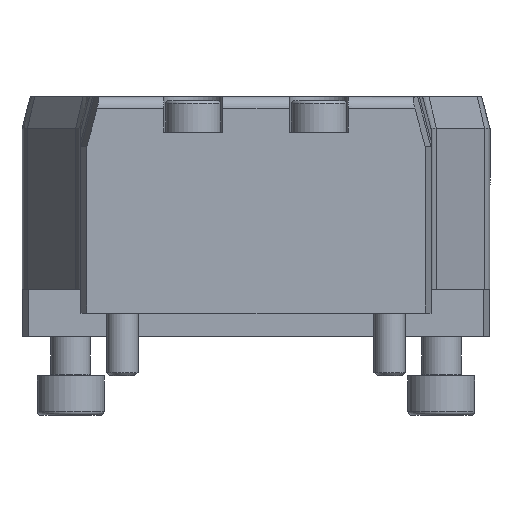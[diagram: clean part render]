
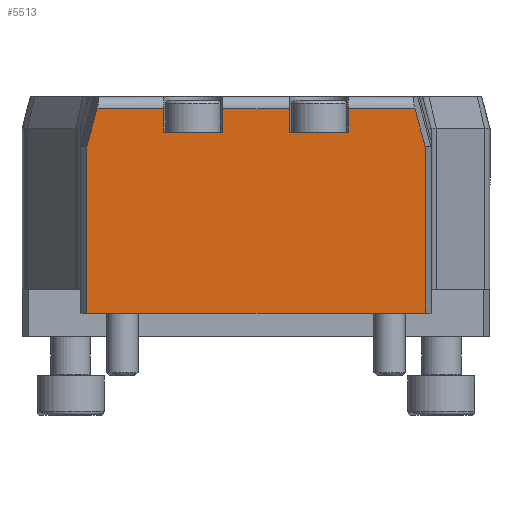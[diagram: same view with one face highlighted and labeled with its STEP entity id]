
A CAD part, front view. The second image highlights one B-rep face of the part: STEP entity #5513.
In plain terms, the highlighted planar face has unit normal (0, -1, 0).
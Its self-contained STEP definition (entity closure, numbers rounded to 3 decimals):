
#276=LINE('',#7827,#670);
#360=LINE('',#8273,#754);
#377=LINE('',#8356,#771);
#447=LINE('',#8808,#841);
#450=LINE('',#8816,#844);
#453=LINE('',#8824,#847);
#456=LINE('',#8832,#850);
#460=LINE('',#8842,#854);
#462=LINE('',#8850,#856);
#501=LINE('',#9039,#895);
#506=LINE('',#9053,#900);
#544=LINE('',#9185,#938);
#591=LINE('',#9300,#985);
#592=LINE('',#9302,#986);
#670=VECTOR('',#6280,10.);
#754=VECTOR('',#6602,10.);
#771=VECTOR('',#6659,10.);
#841=VECTOR('',#7051,10.);
#844=VECTOR('',#7058,10.);
#847=VECTOR('',#7065,10.);
#850=VECTOR('',#7072,10.);
#854=VECTOR('',#7084,10.);
#856=VECTOR('',#7094,10.);
#895=VECTOR('',#7249,10.);
#900=VECTOR('',#7264,10.);
#938=VECTOR('',#7364,10.);
#985=VECTOR('',#7469,10.);
#986=VECTOR('',#7472,10.);
#1599=FACE_OUTER_BOUND('',#1921,.T.);
#1921=EDGE_LOOP('',(#4876,#4877,#4878,#4879,#4880,#4881,#4882,#4883,#4884,
#4885,#4886,#4887,#4888,#4889));
#2278=VERTEX_POINT('',#7824);
#2279=VERTEX_POINT('',#7826);
#2416=VERTEX_POINT('',#8270);
#2417=VERTEX_POINT('',#8272);
#2441=VERTEX_POINT('',#8353);
#2442=VERTEX_POINT('',#8355);
#2579=VERTEX_POINT('',#8807);
#2582=VERTEX_POINT('',#8815);
#2585=VERTEX_POINT('',#8823);
#2588=VERTEX_POINT('',#8831);
#2592=VERTEX_POINT('',#8848);
#2660=VERTEX_POINT('',#9038);
#2664=VERTEX_POINT('',#9051);
#2691=VERTEX_POINT('',#9184);
#2845=EDGE_CURVE('',#2278,#2279,#276,.T.);
#3025=EDGE_CURVE('',#2417,#2416,#360,.T.);
#3058=EDGE_CURVE('',#2442,#2441,#377,.T.);
#3248=EDGE_CURVE('',#2441,#2579,#447,.T.);
#3252=EDGE_CURVE('',#2582,#2442,#450,.T.);
#3256=EDGE_CURVE('',#2416,#2585,#453,.T.);
#3260=EDGE_CURVE('',#2588,#2417,#456,.T.);
#3266=EDGE_CURVE('',#2588,#2579,#460,.T.);
#3270=EDGE_CURVE('',#2592,#2585,#462,.T.);
#3353=EDGE_CURVE('',#2582,#2660,#501,.T.);
#3361=EDGE_CURVE('',#2592,#2664,#506,.T.);
#3411=EDGE_CURVE('',#2691,#2660,#544,.T.);
#3464=EDGE_CURVE('',#2278,#2691,#591,.T.);
#3465=EDGE_CURVE('',#2279,#2664,#592,.T.);
#4876=ORIENTED_EDGE('',*,*,#3464,.T.);
#4877=ORIENTED_EDGE('',*,*,#3411,.T.);
#4878=ORIENTED_EDGE('',*,*,#3353,.F.);
#4879=ORIENTED_EDGE('',*,*,#3252,.T.);
#4880=ORIENTED_EDGE('',*,*,#3058,.T.);
#4881=ORIENTED_EDGE('',*,*,#3248,.T.);
#4882=ORIENTED_EDGE('',*,*,#3266,.F.);
#4883=ORIENTED_EDGE('',*,*,#3260,.T.);
#4884=ORIENTED_EDGE('',*,*,#3025,.T.);
#4885=ORIENTED_EDGE('',*,*,#3256,.T.);
#4886=ORIENTED_EDGE('',*,*,#3270,.F.);
#4887=ORIENTED_EDGE('',*,*,#3361,.T.);
#4888=ORIENTED_EDGE('',*,*,#3465,.F.);
#4889=ORIENTED_EDGE('',*,*,#2845,.F.);
#5242=PLANE('',#6069);
#5513=ADVANCED_FACE('',(#1599),#5242,.T.);
#6069=AXIS2_PLACEMENT_3D('',#9301,#7470,#7471);
#6280=DIRECTION('',(-1.,0.,0.));
#6602=DIRECTION('',(-1.,0.,0.));
#6659=DIRECTION('',(-1.,0.,0.));
#7051=DIRECTION('',(0.,0.,1.));
#7058=DIRECTION('',(0.,0.,-1.));
#7065=DIRECTION('',(0.,0.,1.));
#7072=DIRECTION('',(0.,0.,-1.));
#7084=DIRECTION('',(1.,0.,0.));
#7094=DIRECTION('',(1.,0.,0.));
#7249=DIRECTION('',(1.,0.,0.));
#7264=DIRECTION('',(-0.259,0.,-0.966));
#7364=DIRECTION('',(-0.259,0.,0.966));
#7469=DIRECTION('',(0.,0.,1.));
#7470=DIRECTION('center_axis',(0.,-1.,0.));
#7471=DIRECTION('ref_axis',(1.,0.,0.));
#7472=DIRECTION('',(0.,0.,1.));
#7824=CARTESIAN_POINT('',(21.5,-22.25,-3.));
#7826=CARTESIAN_POINT('',(-21.5,-22.25,-3.));
#7827=CARTESIAN_POINT('',(21.5,-22.25,-3.));
#8270=CARTESIAN_POINT('',(-11.75,-22.25,20.));
#8272=CARTESIAN_POINT('',(-4.25,-22.25,20.));
#8273=CARTESIAN_POINT('',(-14.75,-22.25,20.));
#8353=CARTESIAN_POINT('',(4.25,-22.25,20.));
#8355=CARTESIAN_POINT('',(11.75,-22.25,20.));
#8356=CARTESIAN_POINT('',(-6.75,-22.25,20.));
#8807=CARTESIAN_POINT('',(4.25,-22.25,23.));
#8808=CARTESIAN_POINT('',(4.25,-22.25,16.25));
#8815=CARTESIAN_POINT('',(11.75,-22.25,23.));
#8816=CARTESIAN_POINT('',(11.75,-22.25,16.25));
#8823=CARTESIAN_POINT('',(-11.75,-22.25,23.));
#8824=CARTESIAN_POINT('',(-11.75,-22.25,16.25));
#8831=CARTESIAN_POINT('',(-4.25,-22.25,23.));
#8832=CARTESIAN_POINT('',(-4.25,-22.25,16.25));
#8842=CARTESIAN_POINT('',(-10.75,-22.25,23.));
#8848=CARTESIAN_POINT('',(-20.206,-22.25,23.));
#8850=CARTESIAN_POINT('',(-10.75,-22.25,23.));
#9038=CARTESIAN_POINT('',(20.206,-22.25,23.));
#9039=CARTESIAN_POINT('',(-10.75,-22.25,23.));
#9051=CARTESIAN_POINT('',(-21.5,-22.25,18.173));
#9053=CARTESIAN_POINT('',(-24.623,-22.25,6.516));
#9184=CARTESIAN_POINT('',(21.5,-22.25,18.173));
#9185=CARTESIAN_POINT('',(23.183,-22.25,11.891));
#9300=CARTESIAN_POINT('',(21.5,-22.25,0.));
#9301=CARTESIAN_POINT('Origin',(-21.5,-22.25,0.));
#9302=CARTESIAN_POINT('',(-21.5,-22.25,0.));
